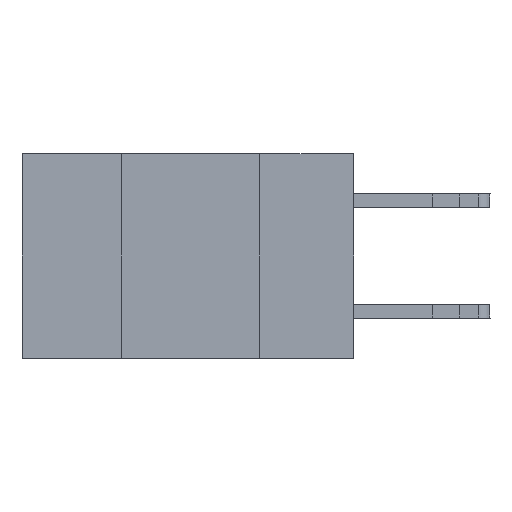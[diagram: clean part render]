
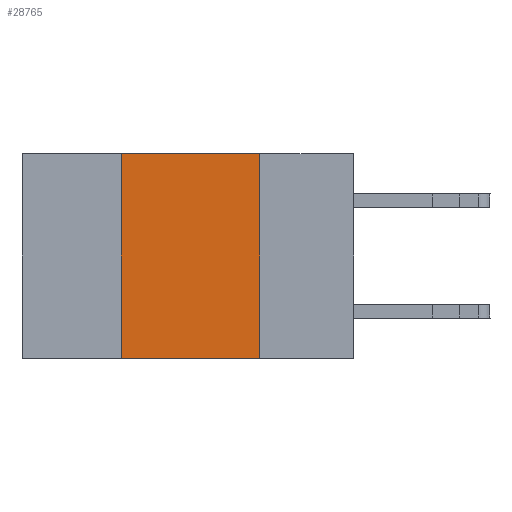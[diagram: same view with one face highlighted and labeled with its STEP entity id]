
A CAD part, left-side view. The second image highlights one B-rep face of the part: STEP entity #28765.
In plain terms, the highlighted planar face has unit normal (-1, 0, 0).
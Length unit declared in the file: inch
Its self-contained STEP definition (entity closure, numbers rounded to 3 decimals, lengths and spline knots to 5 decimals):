
#387 = AXIS2_PLACEMENT_3D ( 'NONE', #19925, #12265, #22679 ) ;
#1321 = LINE ( 'NONE', #23140, #14873 ) ;
#3717 = VERTEX_POINT ( 'NONE', #11975 ) ;
#4265 = VECTOR ( 'NONE', #28700, 39.37008 ) ;
#4936 = ORIENTED_EDGE ( 'NONE', *, *, #15790, .F. ) ;
#6427 = ORIENTED_EDGE ( 'NONE', *, *, #14819, .F. ) ;
#10730 = CARTESIAN_POINT ( 'NONE',  ( 0., 0.6, 0. ) ) ;
#11975 = CARTESIAN_POINT ( 'NONE',  ( 0., 0.42, -0.37 ) ) ;
#12265 = DIRECTION ( 'NONE',  ( 1., 0., 0. ) ) ;
#14746 = CARTESIAN_POINT ( 'NONE',  ( 0., 0.17, 0. ) ) ;
#14819 = EDGE_CURVE ( 'NONE', #3717, #32769, #1321, .T. ) ;
#14872 = PLANE ( 'NONE',  #387 ) ;
#14873 = VECTOR ( 'NONE', #19978, 39.37008 ) ;
#15151 = CARTESIAN_POINT ( 'NONE',  ( 0., 0.6, -0.37 ) ) ;
#15790 = EDGE_CURVE ( 'NONE', #34408, #23442, #20103, .T. ) ;
#18001 = VECTOR ( 'NONE', #29574, 39.37008 ) ;
#19305 = EDGE_CURVE ( 'NONE', #3717, #23442, #26669, .T. ) ;
#19354 = CARTESIAN_POINT ( 'NONE',  ( 0., 0.17, 0. ) ) ;
#19468 = CARTESIAN_POINT ( 'NONE',  ( 0., 0.17, -0.37 ) ) ;
#19925 = CARTESIAN_POINT ( 'NONE',  ( 0., 0.6, 0. ) ) ;
#19978 = DIRECTION ( 'NONE',  ( 0., 0., 1. ) ) ;
#20033 = DIRECTION ( 'NONE',  ( 0., 0., -1. ) ) ;
#20103 = LINE ( 'NONE', #14746, #21406 ) ;
#21406 = VECTOR ( 'NONE', #20033, 39.37008 ) ;
#21803 = FACE_OUTER_BOUND ( 'NONE', #28695, .T. ) ;
#22387 = CARTESIAN_POINT ( 'NONE',  ( 0., 0.42, 0. ) ) ;
#22679 = DIRECTION ( 'NONE',  ( 0., 0., -1. ) ) ;
#23140 = CARTESIAN_POINT ( 'NONE',  ( 0., 0.42, 0. ) ) ;
#23442 = VERTEX_POINT ( 'NONE', #19468 ) ;
#25180 = LINE ( 'NONE', #10730, #18001 ) ;
#26669 = LINE ( 'NONE', #15151, #4265 ) ;
#27894 = ORIENTED_EDGE ( 'NONE', *, *, #19305, .T. ) ;
#28329 = EDGE_CURVE ( 'NONE', #32769, #34408, #25180, .T. ) ;
#28695 = EDGE_LOOP ( 'NONE', ( #4936, #29556, #6427, #27894 ) ) ;
#28700 = DIRECTION ( 'NONE',  ( 0., -1., 0. ) ) ;
#28765 = ADVANCED_FACE ( 'NONE', ( #21803 ), #14872, .F. ) ;
#29556 = ORIENTED_EDGE ( 'NONE', *, *, #28329, .F. ) ;
#29574 = DIRECTION ( 'NONE',  ( 0., -1., 0. ) ) ;
#32769 = VERTEX_POINT ( 'NONE', #22387 ) ;
#34408 = VERTEX_POINT ( 'NONE', #19354 ) ;
